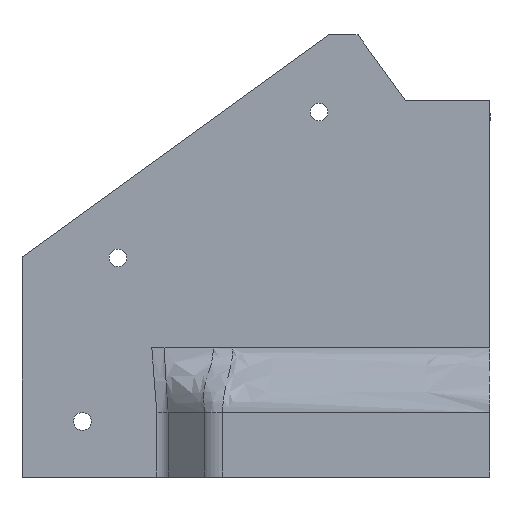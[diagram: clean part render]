
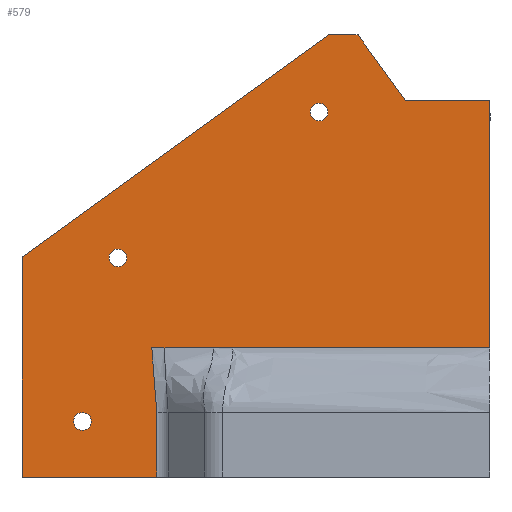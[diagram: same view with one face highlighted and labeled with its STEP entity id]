
A CAD part, front view. The second image highlights one B-rep face of the part: STEP entity #579.
In plain terms, the highlighted planar face has unit normal (0, -1, 0).
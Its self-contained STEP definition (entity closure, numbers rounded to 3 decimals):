
#29=FACE_BOUND('',#105,.T.);
#30=FACE_BOUND('',#106,.T.);
#31=FACE_BOUND('',#107,.T.);
#35=B_SPLINE_CURVE_WITH_KNOTS('',5,(#924,#925,#926,#927,#928,#929),
 .UNSPECIFIED.,.F.,.F.,(6,6),(0.,1.),.UNSPECIFIED.);
#49=PLANE('',#645);
#69=FACE_OUTER_BOUND('',#104,.T.);
#104=EDGE_LOOP('',(#462,#463,#464,#465,#466,#467,#468,#469,#470,#471,#472,
#473,#474));
#105=EDGE_LOOP('',(#475));
#106=EDGE_LOOP('',(#476));
#107=EDGE_LOOP('',(#477));
#131=CIRCLE('',#634,2.75);
#133=CIRCLE('',#637,2.75);
#135=CIRCLE('',#640,2.75);
#153=LINE('',#837,#207);
#156=LINE('',#842,#210);
#159=LINE('',#848,#213);
#164=LINE('',#871,#218);
#166=LINE('',#874,#220);
#167=LINE('',#877,#221);
#178=LINE('',#920,#232);
#179=LINE('',#922,#233);
#180=LINE('',#931,#234);
#181=LINE('',#933,#235);
#182=LINE('',#935,#236);
#183=LINE('',#936,#237);
#207=VECTOR('',#694,10.);
#210=VECTOR('',#699,10.);
#213=VECTOR('',#704,10.);
#218=VECTOR('',#729,10.);
#220=VECTOR('',#733,10.);
#221=VECTOR('',#736,10.);
#232=VECTOR('',#751,10.);
#233=VECTOR('',#752,10.);
#234=VECTOR('',#753,10.);
#235=VECTOR('',#754,10.);
#236=VECTOR('',#755,10.);
#237=VECTOR('',#756,10.);
#262=VERTEX_POINT('',#834);
#263=VERTEX_POINT('',#836);
#264=VERTEX_POINT('',#840);
#266=VERTEX_POINT('',#846);
#268=VERTEX_POINT('',#852);
#270=VERTEX_POINT('',#858);
#272=VERTEX_POINT('',#864);
#273=VERTEX_POINT('',#868);
#274=VERTEX_POINT('',#870);
#275=VERTEX_POINT('',#876);
#287=VERTEX_POINT('',#919);
#288=VERTEX_POINT('',#921);
#289=VERTEX_POINT('',#923);
#290=VERTEX_POINT('',#930);
#291=VERTEX_POINT('',#932);
#292=VERTEX_POINT('',#934);
#319=EDGE_CURVE('',#262,#263,#153,.T.);
#322=EDGE_CURVE('',#262,#264,#156,.T.);
#325=EDGE_CURVE('',#266,#264,#159,.T.);
#328=EDGE_CURVE('',#268,#268,#131,.T.);
#331=EDGE_CURVE('',#270,#270,#133,.T.);
#334=EDGE_CURVE('',#272,#272,#135,.T.);
#336=EDGE_CURVE('',#274,#273,#164,.T.);
#338=EDGE_CURVE('',#273,#263,#166,.T.);
#339=EDGE_CURVE('',#275,#274,#167,.T.);
#353=EDGE_CURVE('',#266,#287,#178,.T.);
#354=EDGE_CURVE('',#287,#288,#179,.T.);
#355=EDGE_CURVE('',#288,#289,#35,.T.);
#356=EDGE_CURVE('',#290,#289,#180,.T.);
#357=EDGE_CURVE('',#291,#290,#181,.T.);
#358=EDGE_CURVE('',#292,#291,#182,.T.);
#359=EDGE_CURVE('',#275,#292,#183,.T.);
#462=ORIENTED_EDGE('',*,*,#336,.T.);
#463=ORIENTED_EDGE('',*,*,#338,.T.);
#464=ORIENTED_EDGE('',*,*,#319,.F.);
#465=ORIENTED_EDGE('',*,*,#322,.T.);
#466=ORIENTED_EDGE('',*,*,#325,.F.);
#467=ORIENTED_EDGE('',*,*,#353,.T.);
#468=ORIENTED_EDGE('',*,*,#354,.T.);
#469=ORIENTED_EDGE('',*,*,#355,.T.);
#470=ORIENTED_EDGE('',*,*,#356,.F.);
#471=ORIENTED_EDGE('',*,*,#357,.F.);
#472=ORIENTED_EDGE('',*,*,#358,.F.);
#473=ORIENTED_EDGE('',*,*,#359,.F.);
#474=ORIENTED_EDGE('',*,*,#339,.T.);
#475=ORIENTED_EDGE('',*,*,#328,.T.);
#476=ORIENTED_EDGE('',*,*,#331,.T.);
#477=ORIENTED_EDGE('',*,*,#334,.T.);
#579=ADVANCED_FACE('',(#69,#29,#30,#31),#49,.T.);
#634=AXIS2_PLACEMENT_3D('',#854,#710,#711);
#637=AXIS2_PLACEMENT_3D('',#860,#717,#718);
#640=AXIS2_PLACEMENT_3D('',#866,#724,#725);
#645=AXIS2_PLACEMENT_3D('',#918,#749,#750);
#694=DIRECTION('',(1.,0.,0.));
#699=DIRECTION('',(-0.81,0.,-0.587));
#704=DIRECTION('',(0.,0.,1.));
#710=DIRECTION('center_axis',(0.,1.,0.));
#711=DIRECTION('ref_axis',(1.,0.,0.));
#717=DIRECTION('center_axis',(0.,1.,0.));
#718=DIRECTION('ref_axis',(1.,0.,0.));
#724=DIRECTION('center_axis',(0.,1.,0.));
#725=DIRECTION('ref_axis',(1.,0.,0.));
#729=DIRECTION('',(-1.,0.,0.));
#733=DIRECTION('',(-0.587,0.,0.81));
#736=DIRECTION('',(0.,0.,1.));
#749=DIRECTION('center_axis',(0.,-1.,0.));
#750=DIRECTION('ref_axis',(1.,0.,0.));
#751=DIRECTION('',(1.,0.,0.));
#752=DIRECTION('',(0.,0.,1.));
#753=DIRECTION('',(-1.,0.,0.));
#754=DIRECTION('',(-1.,0.,0.));
#755=DIRECTION('',(-1.,0.,0.));
#756=DIRECTION('',(-1.,0.,0.));
#834=CARTESIAN_POINT('',(39.6,5.,137.));
#836=CARTESIAN_POINT('',(48.868,5.,137.));
#837=CARTESIAN_POINT('',(-55.273,5.,137.));
#840=CARTESIAN_POINT('',(-55.273,5.,68.207));
#842=CARTESIAN_POINT('',(-24.044,5.,90.851));
#846=CARTESIAN_POINT('',(-55.273,5.,0.));
#848=CARTESIAN_POINT('',(-55.273,5.,40.));
#852=CARTESIAN_POINT('',(34.031,5.,113.093));
#854=CARTESIAN_POINT('Origin',(36.781,5.,113.093));
#858=CARTESIAN_POINT('',(-28.3,5.,67.896));
#860=CARTESIAN_POINT('Origin',(-25.55,5.,67.896));
#864=CARTESIAN_POINT('',(-39.323,5.,17.254));
#866=CARTESIAN_POINT('Origin',(-36.573,5.,17.254));
#868=CARTESIAN_POINT('',(63.561,5.,116.736));
#870=CARTESIAN_POINT('',(89.758,5.,116.736));
#871=CARTESIAN_POINT('',(17.242,5.,116.736));
#874=CARTESIAN_POINT('',(70.825,5.,106.719));
#876=CARTESIAN_POINT('',(89.758,5.,40.));
#877=CARTESIAN_POINT('',(89.758,5.,40.));
#918=CARTESIAN_POINT('Origin',(-55.273,5.,0.));
#919=CARTESIAN_POINT('',(-13.48,5.,0.));
#920=CARTESIAN_POINT('',(-55.273,5.,0.));
#921=CARTESIAN_POINT('',(-13.48,5.,20.));
#922=CARTESIAN_POINT('',(-13.48,5.,0.));
#923=CARTESIAN_POINT('',(-15.048,5.,40.));
#924=CARTESIAN_POINT('Ctrl Pts',(-13.48,5.,20.));
#925=CARTESIAN_POINT('Ctrl Pts',(-13.48,5.,24.012));
#926=CARTESIAN_POINT('Ctrl Pts',(-13.951,5.,27.803));
#927=CARTESIAN_POINT('Ctrl Pts',(-14.578,5.,31.588));
#928=CARTESIAN_POINT('Ctrl Pts',(-15.048,5.,35.582));
#929=CARTESIAN_POINT('Ctrl Pts',(-15.048,5.,40.));
#930=CARTESIAN_POINT('',(-11.269,5.,40.));
#931=CARTESIAN_POINT('',(-55.273,5.,40.));
#932=CARTESIAN_POINT('',(3.966,5.,40.));
#933=CARTESIAN_POINT('',(-55.273,5.,40.));
#934=CARTESIAN_POINT('',(10.013,5.,40.));
#935=CARTESIAN_POINT('',(-55.273,5.,40.));
#936=CARTESIAN_POINT('',(-55.273,5.,40.));
